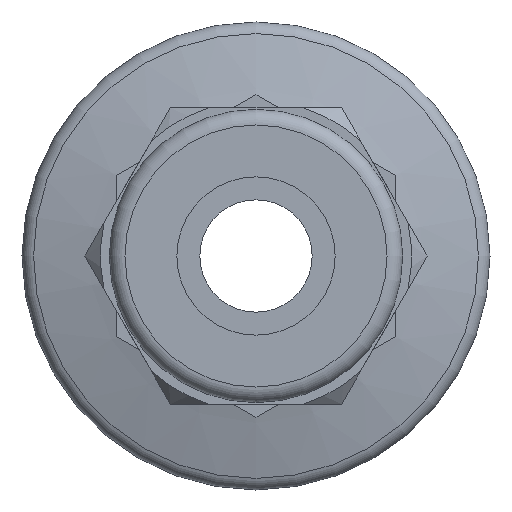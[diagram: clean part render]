
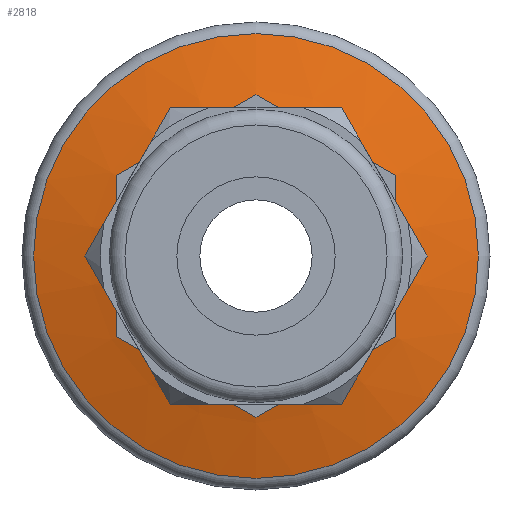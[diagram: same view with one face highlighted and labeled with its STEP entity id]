
A CAD part, left-side view. The second image highlights one B-rep face of the part: STEP entity #2818.
In plain terms, the highlighted conical face has half-angle 75 degrees and reference radius 7.163 mm.
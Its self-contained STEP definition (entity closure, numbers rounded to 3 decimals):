
#29 = AXIS2_PLACEMENT_3D ( 'NONE', #3652, #1621, #5154 ) ;
#36 = CIRCLE ( 'NONE', #1146, 14.259 ) ;
#183 = CARTESIAN_POINT ( 'NONE',  ( -3.899, 0., 0. ) ) ;
#214 = DIRECTION ( 'NONE',  ( -1., 0., 0. ) ) ;
#609 = EDGE_LOOP ( 'NONE', ( #2612 ) ) ;
#1146 = AXIS2_PLACEMENT_3D ( 'NONE', #183, #214, #4417 ) ;
#1621 = DIRECTION ( 'NONE',  ( -1., 0., 0. ) ) ;
#2011 = CARTESIAN_POINT ( 'NONE',  ( -5.8, 0., 0. ) ) ;
#2014 = FACE_BOUND ( 'NONE', #8206, .T. ) ;
#2612 = ORIENTED_EDGE ( 'NONE', *, *, #4625, .T. ) ;
#2818 = ADVANCED_FACE ( 'NONE', ( #8869, #2014 ), #4658, .T. ) ;
#3373 = AXIS2_PLACEMENT_3D ( 'NONE', #2011, #9184, #7036 ) ;
#3442 = CARTESIAN_POINT ( 'NONE',  ( -3.899, 0., 14.259 ) ) ;
#3652 = CARTESIAN_POINT ( 'NONE',  ( -5.8, 0., 0. ) ) ;
#4417 = DIRECTION ( 'NONE',  ( 0., 0., 1. ) ) ;
#4625 = EDGE_CURVE ( 'NONE', #6208, #6208, #36, .T. ) ;
#4658 = CONICAL_SURFACE ( 'NONE', #3373, 7.163, 1.309 ) ;
#5154 = DIRECTION ( 'NONE',  ( 0., 0., 1. ) ) ;
#6105 = CIRCLE ( 'NONE', #29, 7.163 ) ;
#6208 = VERTEX_POINT ( 'NONE', #3442 ) ;
#7036 = DIRECTION ( 'NONE',  ( 0., 0., -1. ) ) ;
#7054 = CARTESIAN_POINT ( 'NONE',  ( -5.8, 0., 7.163 ) ) ;
#8206 = EDGE_LOOP ( 'NONE', ( #8219 ) ) ;
#8219 = ORIENTED_EDGE ( 'NONE', *, *, #8266, .F. ) ;
#8266 = EDGE_CURVE ( 'NONE', #8540, #8540, #6105, .T. ) ;
#8540 = VERTEX_POINT ( 'NONE', #7054 ) ;
#8869 = FACE_OUTER_BOUND ( 'NONE', #609, .T. ) ;
#9184 = DIRECTION ( 'NONE',  ( 1., 0., 0. ) ) ;
